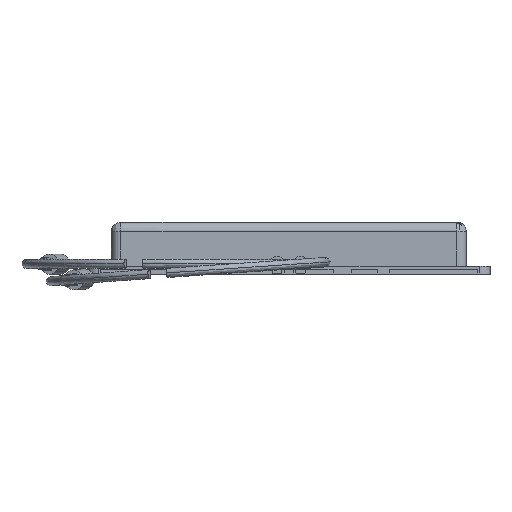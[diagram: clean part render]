
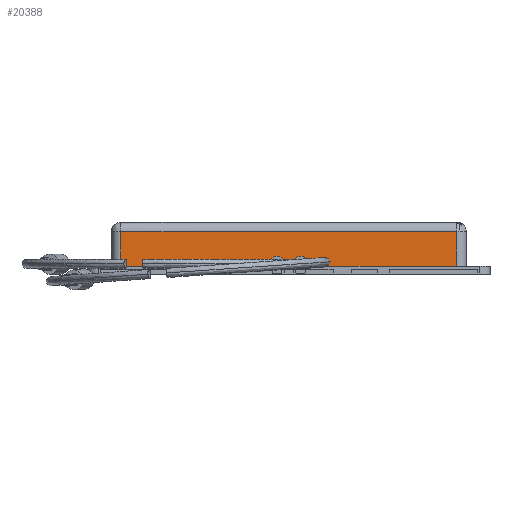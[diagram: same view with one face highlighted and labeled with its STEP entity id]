
A CAD part, top view. The second image highlights one B-rep face of the part: STEP entity #20388.
In plain terms, the highlighted face is planar.
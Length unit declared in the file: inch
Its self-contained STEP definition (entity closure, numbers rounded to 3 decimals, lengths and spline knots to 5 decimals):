
#2712 = PLANE ( 'NONE',  #21863 ) ;
#2734 = CARTESIAN_POINT ( 'NONE',  ( 22.80271, 16.96078, -0.1165 ) ) ;
#2735 = DIRECTION ( 'NONE',  ( 0., -1., 0. ) ) ;
#2736 = DIRECTION ( 'NONE',  ( 0., 0., -1. ) ) ;
#6811 = CARTESIAN_POINT ( 'NONE',  ( 18.97771, 16.96078, -0.08 ) ) ;
#6820 = CARTESIAN_POINT ( 'NONE',  ( 18.81771, 16.96078, -0.08 ) ) ;
#6837 = CARTESIAN_POINT ( 'NONE',  ( 15.34771, 16.96078, 0.65 ) ) ;
#6881 = CARTESIAN_POINT ( 'NONE',  ( 18.97771, 16.96078, -0.04 ) ) ;
#6902 = CARTESIAN_POINT ( 'NONE',  ( 19.31771, 16.96078, -0.04 ) ) ;
#6914 = CARTESIAN_POINT ( 'NONE',  ( 22.44771, 16.96078, 0.65 ) ) ;
#6927 = CARTESIAN_POINT ( 'NONE',  ( 18.81771, 16.96078, -0.04 ) ) ;
#7137 = CARTESIAN_POINT ( 'NONE',  ( 19.31771, 16.96078, -0.08 ) ) ;
#7140 = CARTESIAN_POINT ( 'NONE',  ( 22.44771, 16.96078, -0.08 ) ) ;
#7147 = CARTESIAN_POINT ( 'NONE',  ( 15.34771, 16.96078, -0.08 ) ) ;
#7157 = CARTESIAN_POINT ( 'NONE',  ( 18.47771, 16.96078, -0.08 ) ) ;
#10855 = AXIS2_PLACEMENT_3D ( 'NONE', #23029, #23030, #23031 ) ;
#10865 = AXIS2_PLACEMENT_3D ( 'NONE', #23154, #23155, #23156 ) ;
#11472 = VERTEX_POINT ( 'NONE', #17587 ) ;
#11589 = VERTEX_POINT ( 'NONE', #6811 ) ;
#11620 = VERTEX_POINT ( 'NONE', #6837 ) ;
#11628 = VERTEX_POINT ( 'NONE', #6820 ) ;
#11668 = VERTEX_POINT ( 'NONE', #6881 ) ;
#11682 = VERTEX_POINT ( 'NONE', #6902 ) ;
#11695 = VERTEX_POINT ( 'NONE', #6914 ) ;
#11730 = VERTEX_POINT ( 'NONE', #6927 ) ;
#11908 = FACE_OUTER_BOUND ( 'NONE', #14345, .T. ) ;
#12186 = VERTEX_POINT ( 'NONE', #7147 ) ;
#12191 = VERTEX_POINT ( 'NONE', #7137 ) ;
#12194 = VERTEX_POINT ( 'NONE', #7140 ) ;
#12196 = VERTEX_POINT ( 'NONE', #7157 ) ;
#14241 = ORIENTED_EDGE ( 'NONE', *, *, #26457, .F. ) ;
#14252 = ORIENTED_EDGE ( 'NONE', *, *, #26748, .T. ) ;
#14307 = ORIENTED_EDGE ( 'NONE', *, *, #26416, .T. ) ;
#14345 = EDGE_LOOP ( 'NONE', ( #14804, #14663, #14581, #14241, #14252, #14499, #14918, #14905, #14545, #14927, #14307, #14801 ) ) ;
#14499 = ORIENTED_EDGE ( 'NONE', *, *, #26750, .T. ) ;
#14545 = ORIENTED_EDGE ( 'NONE', *, *, #26394, .T. ) ;
#14581 = ORIENTED_EDGE ( 'NONE', *, *, #26461, .F. ) ;
#14663 = ORIENTED_EDGE ( 'NONE', *, *, #26586, .T. ) ;
#14801 = ORIENTED_EDGE ( 'NONE', *, *, #26443, .T. ) ;
#14804 = ORIENTED_EDGE ( 'NONE', *, *, #26446, .T. ) ;
#14905 = ORIENTED_EDGE ( 'NONE', *, *, #26397, .T. ) ;
#14918 = ORIENTED_EDGE ( 'NONE', *, *, #26455, .T. ) ;
#14927 = ORIENTED_EDGE ( 'NONE', *, *, #26491, .T. ) ;
#15027 = CARTESIAN_POINT ( 'NONE',  ( 15.34771, 16.96078, -0.1165 ) ) ;
#15028 = DIRECTION ( 'NONE',  ( 0., 0., -1. ) ) ;
#15036 = CARTESIAN_POINT ( 'NONE',  ( 22.80271, 16.96078, -0.08 ) ) ;
#15037 = DIRECTION ( 'NONE',  ( 1., 0., 0. ) ) ;
#17587 = CARTESIAN_POINT ( 'NONE',  ( 18.47771, 16.96078, -0.04 ) ) ;
#19284 = LINE ( 'NONE', #23020, #19303 ) ;
#19302 = CIRCLE ( 'NONE', #10855, 0.17 ) ;
#19303 = VECTOR ( 'NONE', #23024, 39.37008 ) ;
#19321 = LINE ( 'NONE', #23081, #19326 ) ;
#19326 = VECTOR ( 'NONE', #23085, 39.37008 ) ;
#19349 = CIRCLE ( 'NONE', #10865, 0.17 ) ;
#19356 = LINE ( 'NONE', #23157, #19361 ) ;
#19361 = VECTOR ( 'NONE', #23153, 39.37008 ) ;
#19365 = LINE ( 'NONE', #23203, #19370 ) ;
#19366 = LINE ( 'NONE', #23210, #19374 ) ;
#19367 = LINE ( 'NONE', #23201, #19368 ) ;
#19368 = VECTOR ( 'NONE', #23202, 39.37008 ) ;
#19370 = VECTOR ( 'NONE', #23204, 39.37008 ) ;
#19374 = VECTOR ( 'NONE', #23205, 39.37008 ) ;
#19407 = LINE ( 'NONE', #23278, #19410 ) ;
#19410 = VECTOR ( 'NONE', #23279, 39.37008 ) ;
#19507 = LINE ( 'NONE', #23601, #19512 ) ;
#19512 = VECTOR ( 'NONE', #23632, 39.37008 ) ;
#19701 = LINE ( 'NONE', #15027, #19703 ) ;
#19702 = LINE ( 'NONE', #15036, #19705 ) ;
#19703 = VECTOR ( 'NONE', #15028, 39.37008 ) ;
#19705 = VECTOR ( 'NONE', #15037, 39.37008 ) ;
#20388 = ADVANCED_FACE ( 'NONE', ( #11908 ), #2712, .T. ) ;
#21863 = AXIS2_PLACEMENT_3D ( 'NONE', #2734, #2735, #2736 ) ;
#23020 = CARTESIAN_POINT ( 'NONE',  ( 18.81771, 16.96078, -0.08 ) ) ;
#23024 = DIRECTION ( 'NONE',  ( 0., 0., -1. ) ) ;
#23029 = CARTESIAN_POINT ( 'NONE',  ( 18.64771, 16.96078, -0.04 ) ) ;
#23030 = DIRECTION ( 'NONE',  ( 0., 1., 0. ) ) ;
#23031 = DIRECTION ( 'NONE',  ( 0., 0., -1. ) ) ;
#23081 = CARTESIAN_POINT ( 'NONE',  ( 18.97771, 16.96078, -0.08 ) ) ;
#23085 = DIRECTION ( 'NONE',  ( 0., 0., 1. ) ) ;
#23153 = DIRECTION ( 'NONE',  ( 0., 0., -1. ) ) ;
#23154 = CARTESIAN_POINT ( 'NONE',  ( 19.14771, 16.96078, -0.04 ) ) ;
#23155 = DIRECTION ( 'NONE',  ( 0., 1., 0. ) ) ;
#23156 = DIRECTION ( 'NONE',  ( 0., 0., -1. ) ) ;
#23157 = CARTESIAN_POINT ( 'NONE',  ( 19.31771, 16.96078, -0.08 ) ) ;
#23201 = CARTESIAN_POINT ( 'NONE',  ( 18.47771, 16.96078, -0.08 ) ) ;
#23202 = DIRECTION ( 'NONE',  ( 0., 0., 1. ) ) ;
#23203 = CARTESIAN_POINT ( 'NONE',  ( 22.80271, 16.96078, 0.65 ) ) ;
#23204 = DIRECTION ( 'NONE',  ( 1., 0., 0. ) ) ;
#23205 = DIRECTION ( 'NONE',  ( 0., 0., -1. ) ) ;
#23210 = CARTESIAN_POINT ( 'NONE',  ( 22.44771, 16.96078, -0.1165 ) ) ;
#23278 = CARTESIAN_POINT ( 'NONE',  ( 22.80271, 16.96078, -0.08 ) ) ;
#23279 = DIRECTION ( 'NONE',  ( 1., 0., 0. ) ) ;
#23601 = CARTESIAN_POINT ( 'NONE',  ( 22.80271, 16.96078, -0.08 ) ) ;
#23632 = DIRECTION ( 'NONE',  ( 1., 0., 0. ) ) ;
#26394 = EDGE_CURVE ( 'NONE', #11730, #11628, #19284, .T. ) ;
#26397 = EDGE_CURVE ( 'NONE', #11472, #11730, #19302, .T. ) ;
#26416 = EDGE_CURVE ( 'NONE', #11589, #11668, #19321, .T. ) ;
#26443 = EDGE_CURVE ( 'NONE', #11668, #11682, #19349, .T. ) ;
#26446 = EDGE_CURVE ( 'NONE', #11682, #12191, #19356, .T. ) ;
#26455 = EDGE_CURVE ( 'NONE', #12196, #11472, #19367, .T. ) ;
#26457 = EDGE_CURVE ( 'NONE', #11620, #11695, #19365, .T. ) ;
#26461 = EDGE_CURVE ( 'NONE', #11695, #12194, #19366, .T. ) ;
#26491 = EDGE_CURVE ( 'NONE', #11628, #11589, #19407, .T. ) ;
#26586 = EDGE_CURVE ( 'NONE', #12191, #12194, #19507, .T. ) ;
#26748 = EDGE_CURVE ( 'NONE', #11620, #12186, #19701, .T. ) ;
#26750 = EDGE_CURVE ( 'NONE', #12186, #12196, #19702, .T. ) ;
